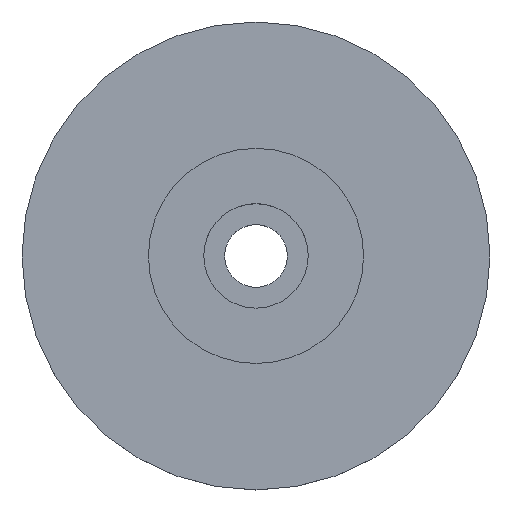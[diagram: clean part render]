
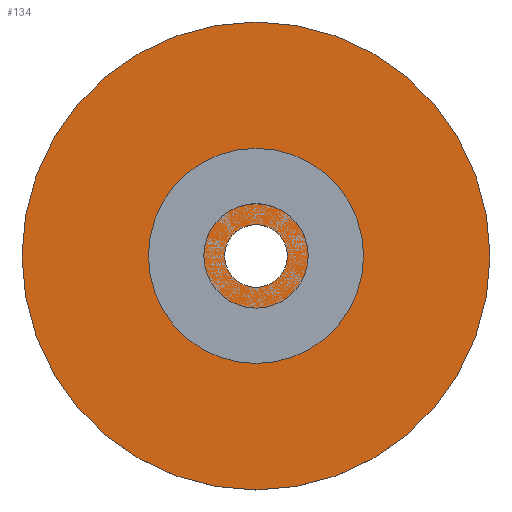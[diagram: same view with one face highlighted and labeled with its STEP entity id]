
A CAD part, top view. The second image highlights one B-rep face of the part: STEP entity #134.
In plain terms, the highlighted planar face has unit normal (0, 0, 1).
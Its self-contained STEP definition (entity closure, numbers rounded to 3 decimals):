
#17=FACE_BOUND('',#40,.T.);
#22=PLANE('',#163);
#29=FACE_OUTER_BOUND('',#39,.T.);
#39=EDGE_LOOP('',(#105));
#40=EDGE_LOOP('',(#106));
#62=CIRCLE('',#158,1.5);
#64=CIRCLE('',#161,11.2);
#72=VERTEX_POINT('',#226);
#74=VERTEX_POINT('',#232);
#82=EDGE_CURVE('',#72,#72,#62,.T.);
#85=EDGE_CURVE('',#74,#74,#64,.T.);
#105=ORIENTED_EDGE('',*,*,#85,.T.);
#106=ORIENTED_EDGE('',*,*,#82,.T.);
#134=ADVANCED_FACE('',(#29,#17),#22,.T.);
#158=AXIS2_PLACEMENT_3D('',#227,#181,#182);
#161=AXIS2_PLACEMENT_3D('',#233,#188,#189);
#163=AXIS2_PLACEMENT_3D('',#237,#193,#194);
#181=DIRECTION('center_axis',(0.,0.,-1.));
#182=DIRECTION('ref_axis',(1.,0.,0.));
#188=DIRECTION('center_axis',(0.,0.,1.));
#189=DIRECTION('ref_axis',(1.,0.,0.));
#193=DIRECTION('center_axis',(0.,0.,1.));
#194=DIRECTION('ref_axis',(1.,0.,0.));
#226=CARTESIAN_POINT('',(-1.5,0.,1.));
#227=CARTESIAN_POINT('Origin',(0.,0.,1.));
#232=CARTESIAN_POINT('',(-11.2,0.,1.));
#233=CARTESIAN_POINT('Origin',(0.,0.,1.));
#237=CARTESIAN_POINT('Origin',(0.,0.,1.));
